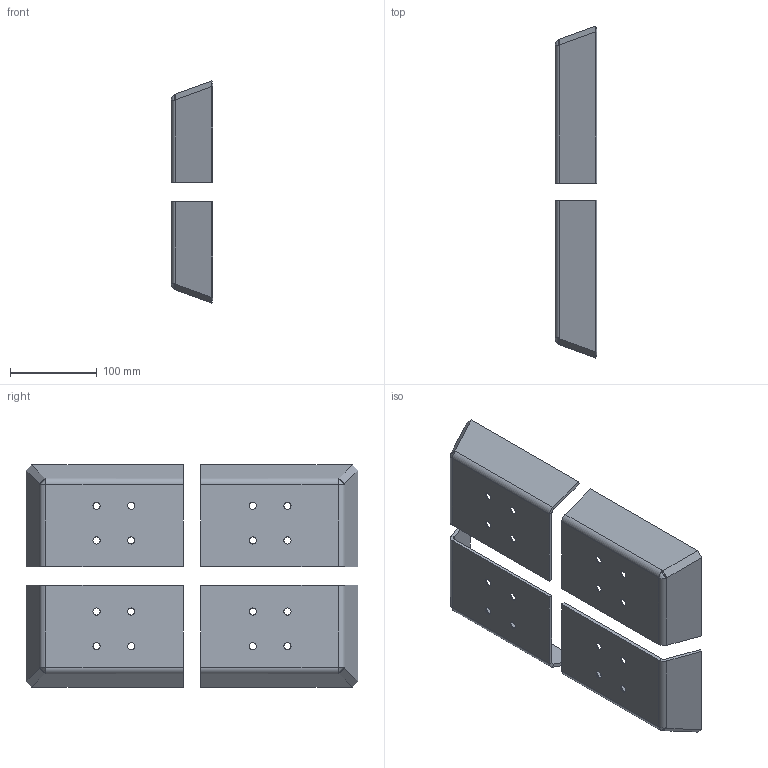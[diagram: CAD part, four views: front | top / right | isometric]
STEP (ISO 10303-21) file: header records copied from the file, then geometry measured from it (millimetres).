
FILE_DESCRIPTION(/* description */ (''),/* implementation_level */ '2;1');
FILE_NAME(/* name */ '13495_KriTec_Satz_Palettenschuhe_10_40.stp',/* time_stamp */ '2014-10-31T16:28:07+01:00',/* author */ ('kostic'),/* organization */ (''),/* preprocessor_version */ 'ST-DEVELOPER v15.2',/* originating_system */ 'Autodesk Inventor 2014',/* authorisation */ '');
FILE_SCHEMA (('AUTOMOTIVE_DESIGN { 1 0 10303 214 3 1 1 }'));
Length unit declared in the file: millimetre
Products named in the file (7): 13177_KriTec_Palettenschuh_10_40_linke_Ausführung_Schweißnä
hte; 13177_KriTec_Palettenschuh_linke_Ausführung; 13177_KriTec_Palettenschuh_10_40_linke_Ausführung; 13178_KriTec_Palettenschuh_10_40_rechte_Ausführung_Schweißnä
hte; 13178_KriTec_Palettenschuh_10_40_rechte_Ausführung; 13495_KriTec_Satz_Palettenschuhe_10_40
Bounding box: 48.35 x 382.2 x 256.07 mm (x, y, z)
Volume: 458313.3 mm3; surface area: 246335.8 mm2
Topology: 8 solids, 8 shells, 192 faces, 428 edges, 244 vertices
Faces by surface type: plane 132, cylinder 32, cone 16, bspline 12
Full cylindrical faces by diameter (mm): 8.2 x16
Entity records: 2732 total; most frequent: CARTESIAN_POINT 533, DIRECTION 450, ORIENTED_EDGE 372, EDGE_CURVE 186, AXIS2_PLACEMENT_3D 159, LINE 132, VECTOR 132, EDGE_LOOP 128
